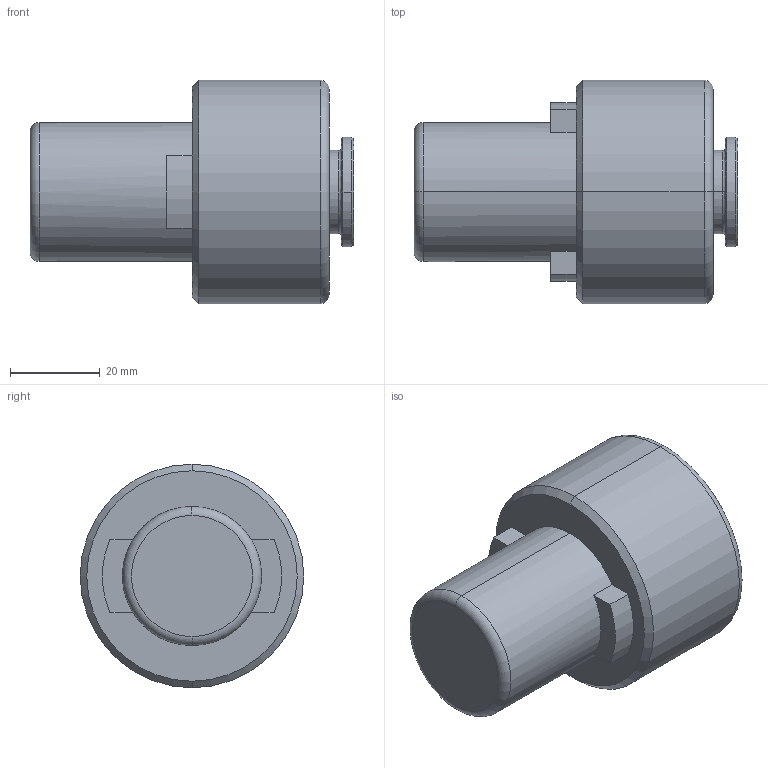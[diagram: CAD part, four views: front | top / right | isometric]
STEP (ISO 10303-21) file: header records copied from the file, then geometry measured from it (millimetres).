
FILE_DESCRIPTION (( 'STEP AP203' ), '1' );
FILE_NAME ('KWES2B DIA 12.00 SQ 9.00 3-8'''' G(BSP).STEP', '2019-04-19T10:46:24', ( '' ), ( '' ), 'SwSTEP 2.0', 'SolidWorks 2014', '' );
FILE_SCHEMA (( 'CONFIG_CONTROL_DESIGN' ));
Length unit declared in the file: millimetre
Products named in the file (1): KWES2B DIA 12.00 SQ 9.00 3-8'''' G(BSP)
Bounding box: 72.1 x 49.8 x 49.8 mm (x, y, z)
Volume: 86126.4 mm3; surface area: 13668.2 mm2
Topology: 1 solids, 1 shells, 38 faces, 86 edges, 54 vertices
Faces by surface type: cylinder 12, plane 12, cone 8, torus 4, bspline 2
Entity records: 1447 total; most frequent: CARTESIAN_POINT 489, DIRECTION 204, ORIENTED_EDGE 172, EDGE_CURVE 86, AXIS2_PLACEMENT_3D 85, VERTEX_POINT 54, CIRCLE 48, EDGE_LOOP 42
